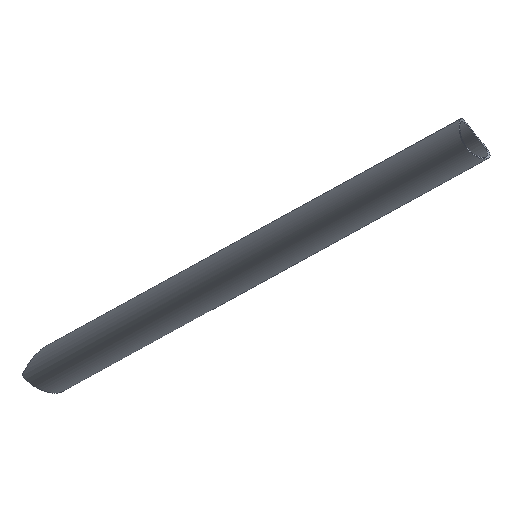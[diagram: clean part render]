
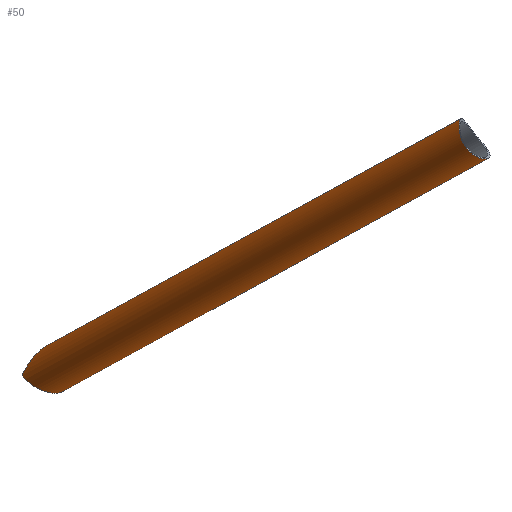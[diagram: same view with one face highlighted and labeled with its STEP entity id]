
A CAD part, top view. The second image highlights one B-rep face of the part: STEP entity #50.
In plain terms, the highlighted cylindrical face has radius 7.5 mm (diameter 15 mm), a partial arc.
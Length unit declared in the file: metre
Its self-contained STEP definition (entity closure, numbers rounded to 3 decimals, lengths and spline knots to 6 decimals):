
#50=ADVANCED_FACE('',(#115),#116,.T.);
#66=EDGE_CURVE('0:32',#142,#143,#144,.F.);
#68=EDGE_CURVE('0:31',#142,#146,#147,.T.);
#70=EDGE_CURVE('0:37',#149,#150,#151,.T.);
#115=FACE_OUTER_BOUND('',#191,.T.);
#116=CYLINDRICAL_SURFACE('',#192,0.0075);
#142=VERTEX_POINT('',#290);
#143=VERTEX_POINT('',#291);
#144=B_SPLINE_CURVE_WITH_KNOTS('',5,(#292,#293,#294,#295,#296,#297,#298,#299,#300,#301,#302,#303,#304,#305,#306,#307,#308,#309,#310,#311,#312,#313,#314,#315,#316,#317,#318,#319,#320),.UNSPECIFIED.,.F.,.F.,(6,3,3,5,3,3,3,3,6),(10.28508,11.721515,15.452134,16.672804,23.17635,27.760002,32.343655,33.906767,35.469878),.UNSPECIFIED.);
#146=VERTEX_POINT('',#323);
#147=B_SPLINE_CURVE_WITH_KNOTS('',5,(#324,#325,#326,#327,#328,#329,#330,#331,#332,#333,#334,#335,#336,#337,#338,#339,#340,#341,#342,#343,#344,#345,#346,#347,#348,#349,#350,#351,#352,#353,#354,#355),.UNSPECIFIED.,.F.,.F.,(6,3,3,3,3,3,3,3,5,6),(0.0,1.234064,2.468128,7.14407,11.820012,14.811413,17.802815,20.622405,23.441996,27.418171),.UNSPECIFIED.);
#149=VERTEX_POINT('',#358);
#150=VERTEX_POINT('',#359);
#151=B_SPLINE_CURVE_WITH_KNOTS('',3,(#360,#361,#362,#363,#364,#365,#366,#367,#368,#369,#370,#371,#372,#373,#374,#375,#376,#377,#378,#379,#380,#381,#382,#383,#384,#385,#386,#387),.UNSPECIFIED.,.F.,.F.,(4,3,3,3,3,3,3,3,3,4),(-35.43809,-31.008329,-27.132288,-23.527863,-19.328805,-15.101348,-10.861096,-6.708167,-3.052059,0.0),.UNSPECIFIED.);
#191=EDGE_LOOP('',(#664,#665,#666,#667,#668));
#192=AXIS2_PLACEMENT_3D('',#669,#670,#671);
#290=CARTESIAN_POINT('',(-1.607293,0.220076,0.211294));
#291=CARTESIAN_POINT('',(-1.599598,0.229467,0.214324));
#292=CARTESIAN_POINT('',(-1.595823,0.230122,0.212264));
#293=CARTESIAN_POINT('',(-1.595962,0.23017,0.212404));
#294=CARTESIAN_POINT('',(-1.596107,0.230209,0.212541));
#295=CARTESIAN_POINT('',(-1.596258,0.23024,0.212675));
#296=CARTESIAN_POINT('',(-1.596819,0.230318,0.213138));
#297=CARTESIAN_POINT('',(-1.59744,0.230276,0.213536));
#298=CARTESIAN_POINT('',(-1.597907,0.23018,0.213777));
#299=CARTESIAN_POINT('',(-1.598531,0.229979,0.214035));
#300=CARTESIAN_POINT('',(-1.599148,0.2297,0.214217));
#301=CARTESIAN_POINT('',(-1.599299,0.229626,0.214257));
#302=CARTESIAN_POINT('',(-1.599449,0.229549,0.214292));
#303=CARTESIAN_POINT('',(-1.599598,0.229467,0.214324));
#304=CARTESIAN_POINT('',(-1.600392,0.229034,0.214492));
#305=CARTESIAN_POINT('',(-1.601153,0.228494,0.214541));
#306=CARTESIAN_POINT('',(-1.601863,0.227892,0.214499));
#307=CARTESIAN_POINT('',(-1.602985,0.226805,0.214311));
#308=CARTESIAN_POINT('',(-1.603974,0.225637,0.213956));
#309=CARTESIAN_POINT('',(-1.60436,0.225146,0.213786));
#310=CARTESIAN_POINT('',(-1.60509,0.224148,0.213403));
#311=CARTESIAN_POINT('',(-1.605738,0.223128,0.212942));
#312=CARTESIAN_POINT('',(-1.606043,0.222613,0.212694));
#313=CARTESIAN_POINT('',(-1.606426,0.221918,0.212338));
#314=CARTESIAN_POINT('',(-1.606774,0.221219,0.211955));
#315=CARTESIAN_POINT('',(-1.606842,0.221076,0.211875));
#316=CARTESIAN_POINT('',(-1.606961,0.220826,0.211734));
#317=CARTESIAN_POINT('',(-1.607076,0.220575,0.21159));
#318=CARTESIAN_POINT('',(-1.60714,0.220432,0.211507));
#319=CARTESIAN_POINT('',(-1.607218,0.220254,0.211401));
#320=CARTESIAN_POINT('',(-1.607293,0.220076,0.211294));
#323=CARTESIAN_POINT('',(-1.594784,0.215007,0.210947));
#324=CARTESIAN_POINT('',(-1.607293,0.220076,0.211294));
#325=CARTESIAN_POINT('',(-1.607212,0.219973,0.211409));
#326=CARTESIAN_POINT('',(-1.607129,0.21987,0.211522));
#327=CARTESIAN_POINT('',(-1.607059,0.219787,0.211611));
#328=CARTESIAN_POINT('',(-1.606937,0.219644,0.211764));
#329=CARTESIAN_POINT('',(-1.60681,0.2195,0.211913));
#330=CARTESIAN_POINT('',(-1.606737,0.219418,0.211997));
#331=CARTESIAN_POINT('',(-1.606278,0.218926,0.212494));
#332=CARTESIAN_POINT('',(-1.605762,0.21844,0.212941));
#333=CARTESIAN_POINT('',(-1.605319,0.218061,0.21326));
#334=CARTESIAN_POINT('',(-1.604366,0.217321,0.213821));
#335=CARTESIAN_POINT('',(-1.603294,0.216635,0.214209));
#336=CARTESIAN_POINT('',(-1.602731,0.216311,0.214354));
#337=CARTESIAN_POINT('',(-1.601771,0.215816,0.214504));
#338=CARTESIAN_POINT('',(-1.600768,0.215399,0.214493));
#339=CARTESIAN_POINT('',(-1.600371,0.21525,0.214462));
#340=CARTESIAN_POINT('',(-1.599573,0.214983,0.214347));
#341=CARTESIAN_POINT('',(-1.59878,0.214785,0.21412));
#342=CARTESIAN_POINT('',(-1.598387,0.214705,0.213977));
#343=CARTESIAN_POINT('',(-1.597641,0.214589,0.213645));
#344=CARTESIAN_POINT('',(-1.596941,0.214555,0.213212));
#345=CARTESIAN_POINT('',(-1.596615,0.214558,0.212978));
#346=CARTESIAN_POINT('',(-1.595999,0.214603,0.212471));
#347=CARTESIAN_POINT('',(-1.59546,0.214723,0.211893));
#348=CARTESIAN_POINT('',(-1.595212,0.214802,0.211589));
#349=CARTESIAN_POINT('',(-1.594986,0.214897,0.211273));
#350=CARTESIAN_POINT('',(-1.594784,0.215007,0.210947));
#351=CARTESIAN_POINT('',(-1.594498,0.215163,0.210488));
#352=CARTESIAN_POINT('',(-1.594259,0.215349,0.210011));
#353=CARTESIAN_POINT('',(-1.594066,0.215561,0.209523));
#354=CARTESIAN_POINT('',(-1.593919,0.215795,0.20903));
#355=CARTESIAN_POINT('',(-1.593815,0.216048,0.208537));
#358=CARTESIAN_POINT('',(-1.469406,0.300482,0.399936));
#359=CARTESIAN_POINT('',(-1.460805,0.288088,0.401958));
#360=CARTESIAN_POINT('',(-1.469406,0.300482,0.399936));
#361=CARTESIAN_POINT('',(-1.469561,0.300398,0.400965));
#362=CARTESIAN_POINT('',(-1.469695,0.300188,0.401991));
#363=CARTESIAN_POINT('',(-1.469803,0.299813,0.402959));
#364=CARTESIAN_POINT('',(-1.469896,0.299485,0.403807));
#365=CARTESIAN_POINT('',(-1.469969,0.299028,0.40461));
#366=CARTESIAN_POINT('',(-1.46999,0.29844,0.405308));
#367=CARTESIAN_POINT('',(-1.470009,0.297893,0.405958));
#368=CARTESIAN_POINT('',(-1.469982,0.297235,0.406516));
#369=CARTESIAN_POINT('',(-1.469876,0.296513,0.406951));
#370=CARTESIAN_POINT('',(-1.469753,0.295672,0.407458));
#371=CARTESIAN_POINT('',(-1.46952,0.29475,0.407801));
#372=CARTESIAN_POINT('',(-1.469158,0.293847,0.407985));
#373=CARTESIAN_POINT('',(-1.468794,0.292938,0.40817));
#374=CARTESIAN_POINT('',(-1.4683,0.29205,0.408198));
#375=CARTESIAN_POINT('',(-1.4677,0.291263,0.408085));
#376=CARTESIAN_POINT('',(-1.467098,0.290473,0.407972));
#377=CARTESIAN_POINT('',(-1.46639,0.289785,0.407718));
#378=CARTESIAN_POINT('',(-1.465642,0.289247,0.40733));
#379=CARTESIAN_POINT('',(-1.464909,0.288721,0.40695));
#380=CARTESIAN_POINT('',(-1.464139,0.28834,0.406439));
#381=CARTESIAN_POINT('',(-1.463427,0.288115,0.405807));
#382=CARTESIAN_POINT('',(-1.4628,0.287917,0.40525));
#383=CARTESIAN_POINT('',(-1.462221,0.28784,0.404598));
#384=CARTESIAN_POINT('',(-1.46175,0.28786,0.403876));
#385=CARTESIAN_POINT('',(-1.461356,0.287877,0.403274));
#386=CARTESIAN_POINT('',(-1.461039,0.28796,0.402626));
#387=CARTESIAN_POINT('',(-1.460805,0.288088,0.401958));
#664=ORIENTED_EDGE('',*,*,#731,.F.);
#665=ORIENTED_EDGE('',*,*,#66,.F.);
#666=ORIENTED_EDGE('',*,*,#68,.T.);
#667=ORIENTED_EDGE('',*,*,#732,.F.);
#668=ORIENTED_EDGE('',*,*,#70,.F.);
#669=CARTESIAN_POINT('',(-1.528642,0.259628,0.310364));
#670=DIRECTION('',(-0.548,-0.299,-0.781));
#671=DIRECTION('',(-0.479,0.878,0.));
#731=EDGE_CURVE('',#143,#149,#743,.T.);
#732=EDGE_CURVE('',#150,#146,#744,.T.);
#743=LINE('',#757,#758);
#744=LINE('',#759,#760);
#757=CARTESIAN_POINT('',(-1.532233,0.266212,0.310364));
#758=VECTOR('',#769,1.0);
#759=CARTESIAN_POINT('',(-1.525051,0.253044,0.310364));
#760=VECTOR('',#770,1.0);
#769=DIRECTION('',(0.548,0.299,0.781));
#770=DIRECTION('',(-0.548,-0.299,-0.781));
